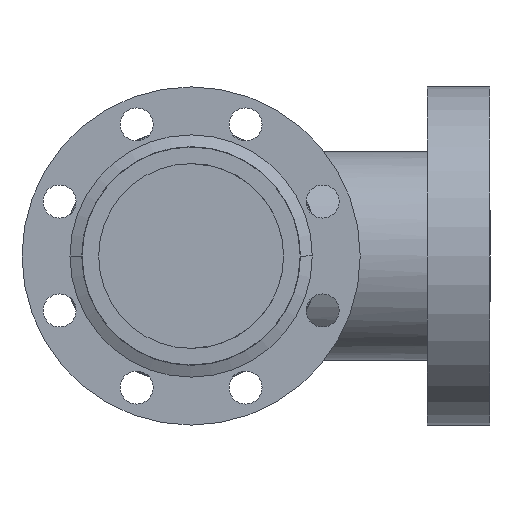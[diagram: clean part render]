
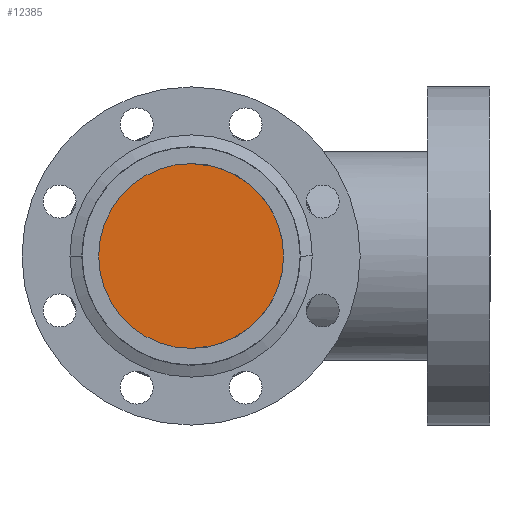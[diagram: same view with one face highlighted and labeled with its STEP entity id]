
A CAD part, front view. The second image highlights one B-rep face of the part: STEP entity #12385.
In plain terms, the highlighted planar face has unit normal (0, -1, 0).
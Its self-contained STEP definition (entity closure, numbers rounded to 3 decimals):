
#2278 = DIRECTION ( 'NONE',  ( 0., -1., 0. ) ) ;
#7372 = DIRECTION ( 'NONE',  ( 0., -1., 0. ) ) ;
#9445 = ORIENTED_EDGE ( 'NONE', *, *, #60557, .T. ) ;
#11849 = DIRECTION ( 'NONE',  ( 0., 0., -1. ) ) ;
#12128 = CARTESIAN_POINT ( 'NONE',  ( 0., 29., -23.5 ) ) ;
#12385 = ADVANCED_FACE ( 'NONE', ( #59093 ), #54929, .T. ) ;
#14048 = EDGE_CURVE ( 'NONE', #35298, #29609, #61400, .T. ) ;
#17614 = CARTESIAN_POINT ( 'NONE',  ( 0., 29., 0. ) ) ;
#20633 = ORIENTED_EDGE ( 'NONE', *, *, #14048, .T. ) ;
#23047 = DIRECTION ( 'NONE',  ( 0., 0., -1. ) ) ;
#29168 = AXIS2_PLACEMENT_3D ( 'NONE', #59731, #30873, #60364 ) ;
#29609 = VERTEX_POINT ( 'NONE', #12128 ) ;
#30873 = DIRECTION ( 'NONE',  ( 0., -1., 0. ) ) ;
#32007 = CARTESIAN_POINT ( 'NONE',  ( 0., 29., 0. ) ) ;
#33152 = EDGE_LOOP ( 'NONE', ( #9445, #20633 ) ) ;
#35298 = VERTEX_POINT ( 'NONE', #49543 ) ;
#39197 = CIRCLE ( 'NONE', #47405, 23.5 ) ;
#41959 = AXIS2_PLACEMENT_3D ( 'NONE', #17614, #2278, #23047 ) ;
#47405 = AXIS2_PLACEMENT_3D ( 'NONE', #32007, #7372, #11849 ) ;
#49543 = CARTESIAN_POINT ( 'NONE',  ( 0., 29., 23.5 ) ) ;
#54929 = PLANE ( 'NONE',  #29168 ) ;
#59093 = FACE_OUTER_BOUND ( 'NONE', #33152, .T. ) ;
#59731 = CARTESIAN_POINT ( 'NONE',  ( 0., 29., 0. ) ) ;
#60364 = DIRECTION ( 'NONE',  ( 0., 0., -1. ) ) ;
#60557 = EDGE_CURVE ( 'NONE', #29609, #35298, #39197, .T. ) ;
#61400 = CIRCLE ( 'NONE', #41959, 23.5 ) ;
